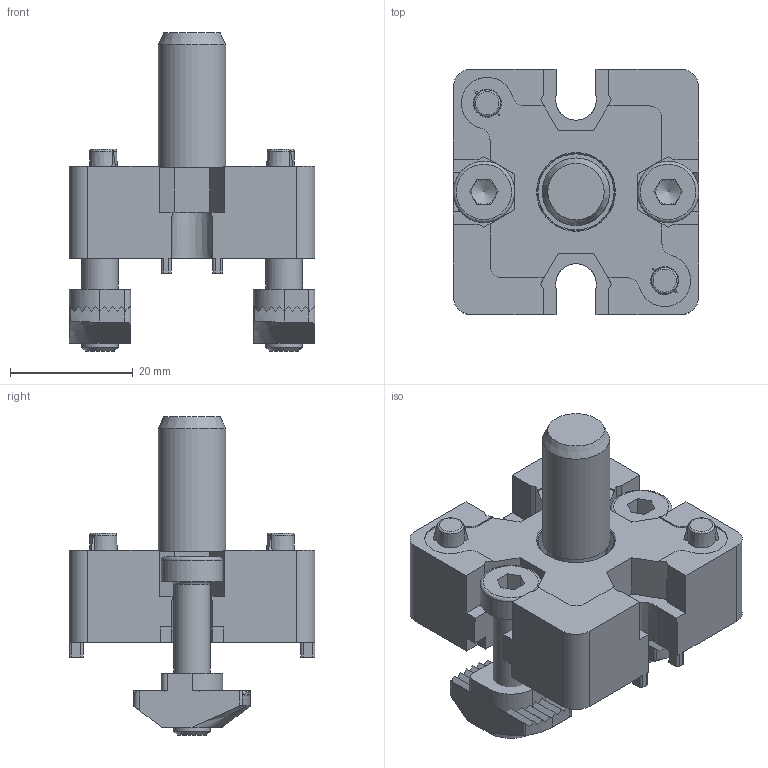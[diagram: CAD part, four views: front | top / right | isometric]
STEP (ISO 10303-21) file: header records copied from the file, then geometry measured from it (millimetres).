
FILE_DESCRIPTION(/* description */ (''),/* implementation_level */ '2;1');
FILE_NAME(/* name */ '1025450.stp',/* time_stamp */ '2024-07-25T10:46:31+02:00',/* author */ ('Bo'),/* organization */ (''),/* preprocessor_version */ 'ST-DEVELOPER v20',/* originating_system */ 'Autodesk Inventor 2025',/* authorisation */ ' ');
FILE_SCHEMA (('AUTOMOTIVE_DESIGN { 1 0 10303 214 3 1 1 }'));
Length unit declared in the file: millimetre
Products named in the file (7): 1025450; 1025450-1; 1025450-2; 1025450-3; 1025450-4; 1025450-5; 1025450-6
Assembly tree (6 placements, depth 2):
  1025450
    1025450-1
    1025450-2
    1025450-3
    1025450-4
    1025450-5
    1025450-6
Bounding box: 40 x 40 x 51.8 mm (x, y, z)
Volume: 22358.8 mm3; surface area: 12532.6 mm2
Topology: 6 solids, 6 shells, 388 faces, 1045 edges, 681 vertices
Faces by surface type: plane 260, cylinder 96, cone 19, torus 8, bspline 5
Full cylindrical faces by diameter (mm): 4.917 x2, 6 x2, 9.36 x1, 10 x2, 10.04 x1, 11 x1, 19.6 x1
Entity records: 13089 total; most frequent: CARTESIAN_POINT 2811, ORIENTED_EDGE 2086, DIRECTION 2051, EDGE_CURVE 1043, AXIS2_PLACEMENT_3D 704, VERTEX_POINT 681, LINE 643, VECTOR 643
